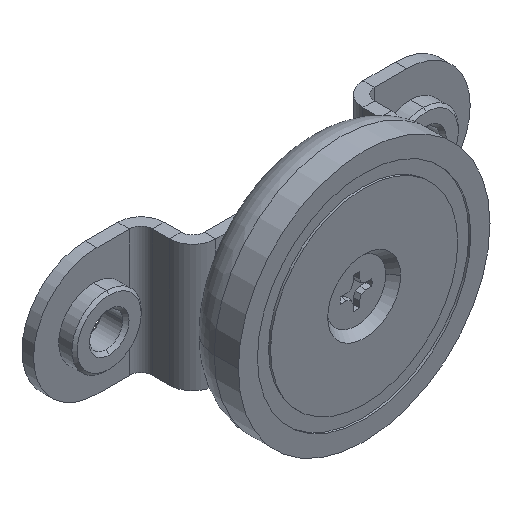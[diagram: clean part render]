
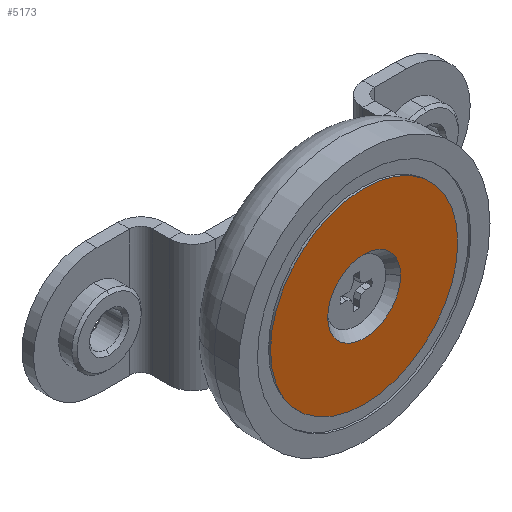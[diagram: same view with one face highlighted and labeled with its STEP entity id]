
A CAD part, isometric view. The second image highlights one B-rep face of the part: STEP entity #5173.
In plain terms, the highlighted planar face has unit normal (0, -1, 0).
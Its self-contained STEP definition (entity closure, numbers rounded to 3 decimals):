
#1823=CARTESIAN_POINT('',(0.,-7.62,0.));
#1824=DIRECTION('',(0.,-1.,0.));
#1825=DIRECTION('',(1.,0.,0.));
#1826=AXIS2_PLACEMENT_3D('',#1823,#1824,#1825);
#1828=CARTESIAN_POINT('',(0.,-7.62,0.));
#1829=DIRECTION('',(0.,1.,0.));
#1830=DIRECTION('',(1.,0.,0.));
#1831=AXIS2_PLACEMENT_3D('',#1828,#1829,#1830);
#1838=CARTESIAN_POINT('',(0.,-7.62,0.));
#1839=DIRECTION('',(0.,1.,0.));
#1840=DIRECTION('',(1.,0.,0.));
#1841=AXIS2_PLACEMENT_3D('',#1838,#1839,#1840);
#1905=CARTESIAN_POINT('',(0.,-7.62,0.));
#1906=DIRECTION('',(0.,-1.,0.));
#1907=DIRECTION('',(1.,0.,0.));
#1908=AXIS2_PLACEMENT_3D('',#1905,#1906,#1907);
#2304=CARTESIAN_POINT('',(11.811,-7.62,0.));
#2306=VERTEX_POINT('',#2304);
#2318=CARTESIAN_POINT('',(-11.811,-7.62,0.));
#2320=VERTEX_POINT('',#2318);
#2321=CARTESIAN_POINT('',(4.597,-7.62,0.));
#2322=CARTESIAN_POINT('',(-4.597,-7.62,0.));
#2323=VERTEX_POINT('',#2321);
#2324=VERTEX_POINT('',#2322);
#5158=CARTESIAN_POINT('',(0.,-7.62,0.));
#5159=DIRECTION('',(0.,1.,0.));
#5160=DIRECTION('',(-1.,0.,0.));
#5161=AXIS2_PLACEMENT_3D('',#5158,#5159,#5160);
#5162=PLANE('',#5161);
#5163=ORIENTED_EDGE('',*,*,#5151,.F.);
#5164=ORIENTED_EDGE('',*,*,#5140,.T.);
#5165=EDGE_LOOP('',(#5163,#5164));
#5166=FACE_OUTER_BOUND('',#5165,.F.);
#5168=ORIENTED_EDGE('',*,*,#5167,.F.);
#5170=ORIENTED_EDGE('',*,*,#5169,.T.);
#5171=EDGE_LOOP('',(#5168,#5170));
#5172=FACE_BOUND('',#5171,.F.);
#5173=ADVANCED_FACE('',(#5166,#5172),#5162,.F.);
#1827=CIRCLE('',#1826,11.811);
#1832=CIRCLE('',#1831,11.811);
#1842=CIRCLE('',#1841,4.597);
#1909=CIRCLE('',#1908,4.597);
#5140=EDGE_CURVE('',#2306,#2320,#1832,.T.);
#5151=EDGE_CURVE('',#2306,#2320,#1827,.T.);
#5167=EDGE_CURVE('',#2323,#2324,#1842,.T.);
#5169=EDGE_CURVE('',#2323,#2324,#1909,.T.);
